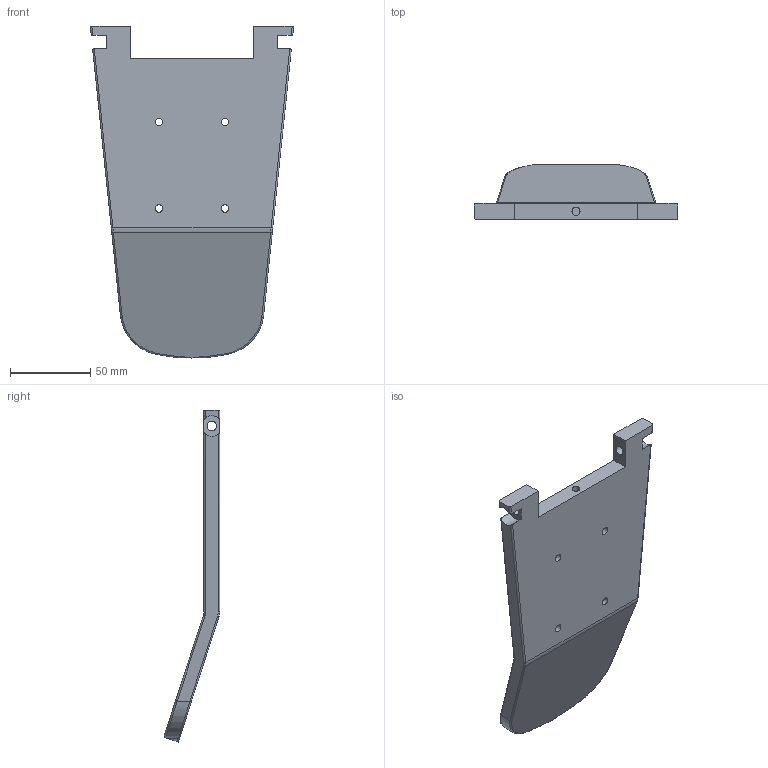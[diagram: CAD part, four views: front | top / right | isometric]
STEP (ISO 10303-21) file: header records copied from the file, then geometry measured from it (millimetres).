
FILE_DESCRIPTION(/* description */ (''),/* implementation_level */ '2;1');
FILE_NAME(/* name */ 'tail.stp',/* time_stamp */ '2023-07-06T13:43:37-07:00',/* author */ ('devan'),/* organization */ (''),/* preprocessor_version */ 'ST-DEVELOPER v19.2',/* originating_system */ 'Autodesk Inventor 2024',/* authorisation */ '');
FILE_SCHEMA (('AUTOMOTIVE_DESIGN { 1 0 10303 214 3 1 1 }'));
Length unit declared in the file: millimetre
Products named in the file (1): Part1
Bounding box: 127.09 x 34.78 x 207.4 mm (x, y, z)
Volume: 193462.8 mm3; surface area: 49103.4 mm2
Topology: 1 solids, 1 shells, 65 faces, 171 edges, 105 vertices
Faces by surface type: cylinder 30, plane 17, bspline 14, cone 4
Full cylindrical faces by diameter (mm): 4.76 x4, 5 x1, 6 x2
Entity records: 2692 total; most frequent: CARTESIAN_POINT 1068, ORIENTED_EDGE 334, DIRECTION 321, EDGE_CURVE 167, AXIS2_PLACEMENT_3D 124, VERTEX_POINT 105, EDGE_LOOP 78, LINE 73
